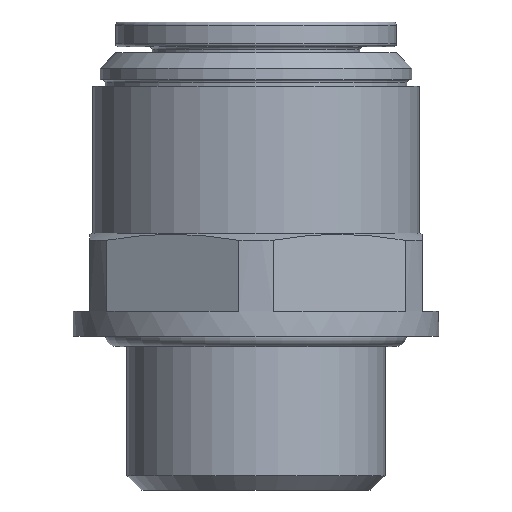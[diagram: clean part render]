
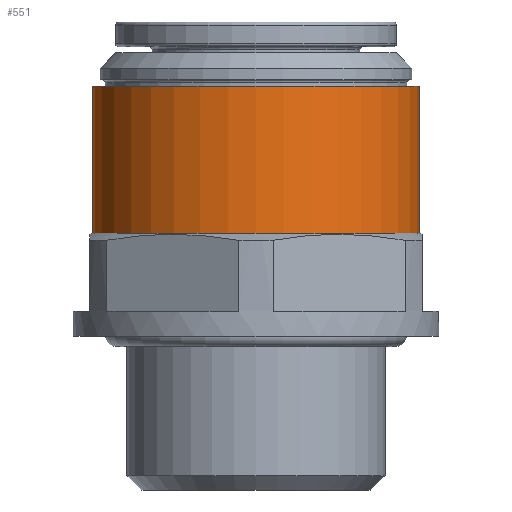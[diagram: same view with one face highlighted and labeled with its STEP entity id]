
A CAD part, front view. The second image highlights one B-rep face of the part: STEP entity #551.
In plain terms, the highlighted cylindrical face has radius 13.275 mm (diameter 26.55 mm), a full revolution.
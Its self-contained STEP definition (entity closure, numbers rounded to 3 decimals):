
#70=CYLINDRICAL_SURFACE('',#621,13.275);
#111=ORIENTED_EDGE('',*,*,#228,.F.);
#112=ORIENTED_EDGE('',*,*,#227,.T.);
#227=EDGE_CURVE('',#292,#292,#345,.T.);
#228=EDGE_CURVE('',#293,#293,#346,.T.);
#292=VERTEX_POINT('',#905);
#293=VERTEX_POINT('',#908);
#345=CIRCLE('',#620,13.275);
#346=CIRCLE('',#622,13.275);
#400=EDGE_LOOP('',(#111));
#401=EDGE_LOOP('',(#112));
#472=FACE_BOUND('',#400,.T.);
#473=FACE_BOUND('',#401,.T.);
#551=ADVANCED_FACE('',(#472,#473),#70,.T.);
#620=AXIS2_PLACEMENT_3D('',#904,#733,#734);
#621=AXIS2_PLACEMENT_3D('',#906,#735,#736);
#622=AXIS2_PLACEMENT_3D('',#907,#737,#738);
#733=DIRECTION('',(0.,0.,-1.));
#734=DIRECTION('',(-1.,0.,0.));
#735=DIRECTION('',(0.,0.,-1.));
#736=DIRECTION('',(-1.,0.,0.));
#737=DIRECTION('',(0.,0.,-1.));
#738=DIRECTION('',(-1.,0.,0.));
#904=CARTESIAN_POINT('',(0.,0.,20.3));
#905=CARTESIAN_POINT('',(-13.275,0.,20.3));
#906=CARTESIAN_POINT('',(0.,0.,-12.5));
#907=CARTESIAN_POINT('',(0.,0.,8.35));
#908=CARTESIAN_POINT('',(-13.275,0.,8.35));
